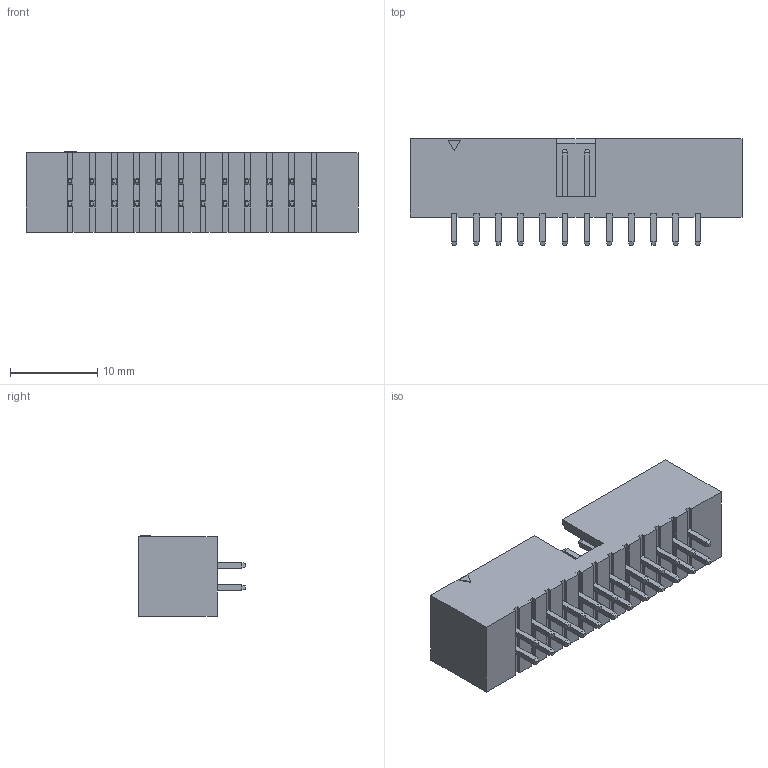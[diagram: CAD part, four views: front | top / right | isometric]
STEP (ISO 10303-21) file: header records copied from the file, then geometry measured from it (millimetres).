
FILE_DESCRIPTION (( 'STEP AP214' ), '1' );
FILE_NAME ('IDC-xxMS (DS1013-xx).STEP', '2022-04-20T15:52:17', ( 'Elessar' ), ( '' ), 'SwSTEP 2.0', 'SolidWorks 2018', '' );
FILE_SCHEMA (( 'AUTOMOTIVE_DESIGN' ));
Length unit declared in the file: millimetre
Products named in the file (1): IDC-xxMS (DS1013-xx)
Bounding box: 38.08 x 12.25 x 9.2 mm (x, y, z)
Volume: 1485.1 mm3; surface area: 2894.8 mm2
Topology: 25 solids, 25 shells, 479 faces, 1160 edges, 708 vertices
Faces by surface type: plane 479
Entity records: 17512 total; most frequent: CARTESIAN_POINT 2348, ORIENTED_EDGE 2320, DIRECTION 2120, VECTOR 1160, EDGE_CURVE 1160, LINE 1160, VERTEX_POINT 708, EDGE_LOOP 504
